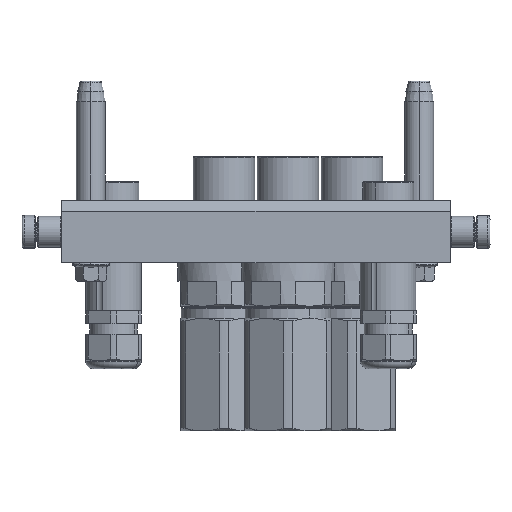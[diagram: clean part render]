
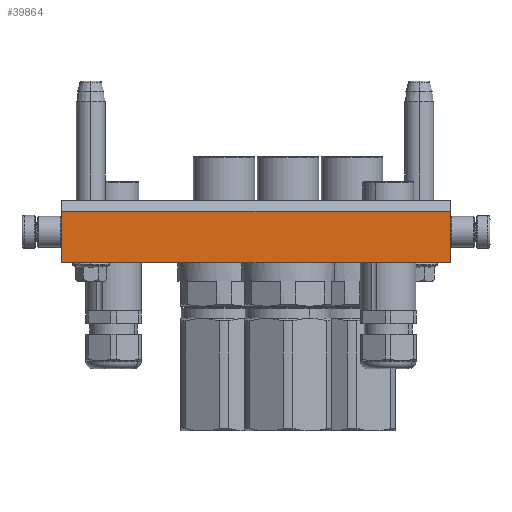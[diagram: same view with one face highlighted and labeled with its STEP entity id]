
A CAD part, left-side view. The second image highlights one B-rep face of the part: STEP entity #39864.
In plain terms, the highlighted face is planar.
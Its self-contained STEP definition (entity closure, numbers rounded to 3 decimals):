
#188 = ORIENTED_EDGE ( 'NONE', *, *, #10910, .F. ) ;
#2568 = VECTOR ( 'NONE', #15443, 1000. ) ;
#6056 = LINE ( 'NONE', #33814, #2568 ) ;
#6586 = ORIENTED_EDGE ( 'NONE', *, *, #28847, .F. ) ;
#6783 = CARTESIAN_POINT ( 'NONE',  ( -94., 15., -45. ) ) ;
#10067 = CARTESIAN_POINT ( 'NONE',  ( -94., -10., -45. ) ) ;
#10468 = AXIS2_PLACEMENT_3D ( 'NONE', #21951, #39872, #14387 ) ;
#10910 = EDGE_CURVE ( 'NONE', #10976, #31541, #33254, .T. ) ;
#10976 = VERTEX_POINT ( 'NONE', #28997 ) ;
#11004 = EDGE_CURVE ( 'NONE', #15513, #39635, #46557, .T. ) ;
#11351 = VECTOR ( 'NONE', #21909, 1000. ) ;
#14147 = CARTESIAN_POINT ( 'NONE',  ( 94., -10., -45. ) ) ;
#14387 = DIRECTION ( 'NONE',  ( -1., 0., 0. ) ) ;
#14692 = PLANE ( 'NONE',  #10468 ) ;
#15443 = DIRECTION ( 'NONE',  ( 0., 1., 0. ) ) ;
#15513 = VERTEX_POINT ( 'NONE', #10067 ) ;
#18049 = CARTESIAN_POINT ( 'NONE',  ( 94., 15., -45. ) ) ;
#21909 = DIRECTION ( 'NONE',  ( 1., 0., 0. ) ) ;
#21951 = CARTESIAN_POINT ( 'NONE',  ( 94., -15., -45. ) ) ;
#27558 = ORIENTED_EDGE ( 'NONE', *, *, #11004, .F. ) ;
#28847 = EDGE_CURVE ( 'NONE', #39635, #10976, #31921, .T. ) ;
#28997 = CARTESIAN_POINT ( 'NONE',  ( 94., 15., -45. ) ) ;
#29637 = CARTESIAN_POINT ( 'NONE',  ( -94., -10., -45. ) ) ;
#30167 = VECTOR ( 'NONE', #32374, 1000. ) ;
#31541 = VERTEX_POINT ( 'NONE', #6783 ) ;
#31921 = LINE ( 'NONE', #14147, #30167 ) ;
#32374 = DIRECTION ( 'NONE',  ( 0., 1., 0. ) ) ;
#33254 = LINE ( 'NONE', #18049, #44257 ) ;
#33814 = CARTESIAN_POINT ( 'NONE',  ( -94., -10., -45. ) ) ;
#38098 = CARTESIAN_POINT ( 'NONE',  ( 94., -10., -45. ) ) ;
#38816 = EDGE_CURVE ( 'NONE', #15513, #31541, #6056, .T. ) ;
#39635 = VERTEX_POINT ( 'NONE', #38098 ) ;
#39864 = ADVANCED_FACE ( 'NONE', ( #41716 ), #14692, .T. ) ;
#39872 = DIRECTION ( 'NONE',  ( 0., 0., -1. ) ) ;
#41716 = FACE_OUTER_BOUND ( 'NONE', #43934, .T. ) ;
#42090 = ORIENTED_EDGE ( 'NONE', *, *, #38816, .T. ) ;
#43873 = DIRECTION ( 'NONE',  ( -1., 0., 0. ) ) ;
#43934 = EDGE_LOOP ( 'NONE', ( #42090, #188, #6586, #27558 ) ) ;
#44257 = VECTOR ( 'NONE', #43873, 1000. ) ;
#46557 = LINE ( 'NONE', #29637, #11351 ) ;
